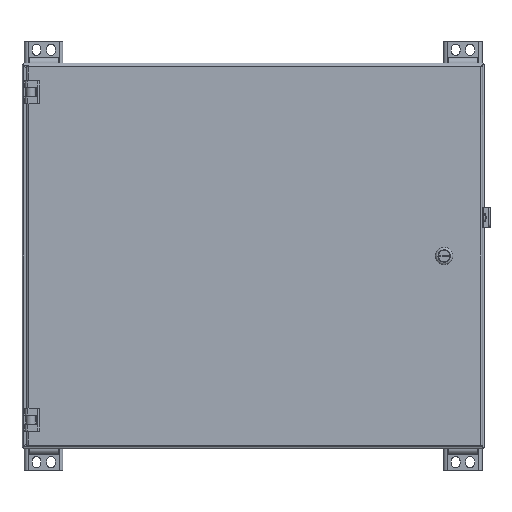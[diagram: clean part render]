
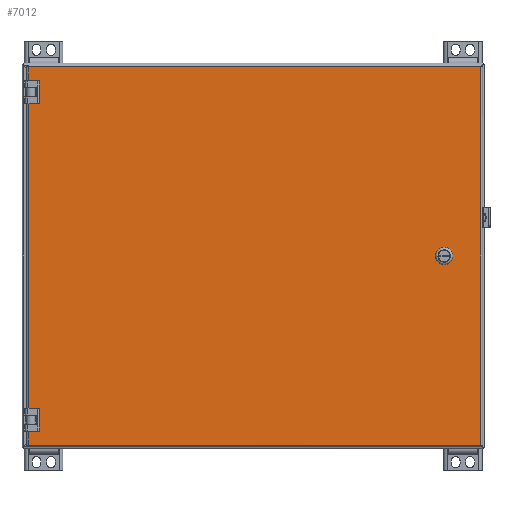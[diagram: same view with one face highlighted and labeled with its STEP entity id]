
A CAD part, front view. The second image highlights one B-rep face of the part: STEP entity #7012.
In plain terms, the highlighted planar face has unit normal (0, -1, 0).
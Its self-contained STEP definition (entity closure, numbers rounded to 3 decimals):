
#7012 = ADVANCED_FACE( '', ( #14491, #14492 ), #14493, .T. );
#14491 = FACE_BOUND( '', #43651, .T. );
#14492 = FACE_OUTER_BOUND( '', #43652, .T. );
#14493 = PLANE( '', #43653 );
#43651 = EDGE_LOOP( '', ( #74298, #74299, #74300, #74301 ) );
#43652 = EDGE_LOOP( '', ( #74302, #74303, #74304, #74305, #74306, #74307, #74308, #74309, #74310, #74311, #74312, #74313 ) );
#43653 = AXIS2_PLACEMENT_3D( '', #74314, #74315, #74316 );
#74298 = ORIENTED_EDGE( '', *, *, #87786, .F. );
#74299 = ORIENTED_EDGE( '', *, *, #89237, .F. );
#74300 = ORIENTED_EDGE( '', *, *, #89238, .F. );
#74301 = ORIENTED_EDGE( '', *, *, #84532, .F. );
#74302 = ORIENTED_EDGE( '', *, *, #88995, .F. );
#74303 = ORIENTED_EDGE( '', *, *, #88873, .F. );
#74304 = ORIENTED_EDGE( '', *, *, #89239, .F. );
#74305 = ORIENTED_EDGE( '', *, *, #86598, .F. );
#74306 = ORIENTED_EDGE( '', *, *, #86960, .F. );
#74307 = ORIENTED_EDGE( '', *, *, #89240, .F. );
#74308 = ORIENTED_EDGE( '', *, *, #89241, .F. );
#74309 = ORIENTED_EDGE( '', *, *, #86389, .T. );
#74310 = ORIENTED_EDGE( '', *, *, #89242, .F. );
#74311 = ORIENTED_EDGE( '', *, *, #88931, .F. );
#74312 = ORIENTED_EDGE( '', *, *, #88616, .F. );
#74313 = ORIENTED_EDGE( '', *, *, #89243, .F. );
#74314 = CARTESIAN_POINT( '', ( 0., 0., 0. ) );
#74315 = DIRECTION( '', ( 0., -1., 0. ) );
#74316 = DIRECTION( '', ( 0., 0., -1. ) );
#84532 = EDGE_CURVE( '', #94339, #94341, #94342, .T. );
#86389 = EDGE_CURVE( '', #95044, #92338, #97235, .T. );
#86598 = EDGE_CURVE( '', #97546, #97548, #97549, .T. );
#86960 = EDGE_CURVE( '', #98079, #97546, #98081, .T. );
#87786 = EDGE_CURVE( '', #99234, #94339, #99236, .T. );
#88616 = EDGE_CURVE( '', #100338, #100340, #100341, .T. );
#88873 = EDGE_CURVE( '', #100664, #100666, #100667, .T. );
#88931 = EDGE_CURVE( '', #100340, #100741, #100742, .T. );
#88995 = EDGE_CURVE( '', #100666, #100819, #100820, .T. );
#89237 = EDGE_CURVE( '', #101102, #99234, #101103, .T. );
#89238 = EDGE_CURVE( '', #94341, #101102, #101104, .T. );
#89239 = EDGE_CURVE( '', #97548, #100664, #101105, .T. );
#89240 = EDGE_CURVE( '', #100614, #98079, #101106, .T. );
#89241 = EDGE_CURVE( '', #95044, #100614, #101107, .T. );
#89242 = EDGE_CURVE( '', #100741, #92338, #101108, .T. );
#89243 = EDGE_CURVE( '', #100819, #100338, #101109, .T. );
#92338 = VERTEX_POINT( '', #106748 );
#94339 = VERTEX_POINT( '', #112515 );
#94341 = VERTEX_POINT( '', #112518 );
#94342 = LINE( '', #112519, #112520 );
#95044 = VERTEX_POINT( '', #114291 );
#97235 = LINE( '', #119918, #119919 );
#97546 = VERTEX_POINT( '', #120777 );
#97548 = VERTEX_POINT( '', #120779 );
#97549 = LINE( '', #120780, #120781 );
#98079 = VERTEX_POINT( '', #122031 );
#98081 = LINE( '', #122042, #122043 );
#99234 = VERTEX_POINT( '', #124970 );
#99236 = CIRCLE( '', #124973, 9.716 );
#100338 = VERTEX_POINT( '', #128282 );
#100340 = VERTEX_POINT( '', #128285 );
#100341 = LINE( '', #128286, #128287 );
#100614 = VERTEX_POINT( '', #128879 );
#100664 = VERTEX_POINT( '', #129029 );
#100666 = VERTEX_POINT( '', #129032 );
#100667 = LINE( '', #129033, #129034 );
#100741 = VERTEX_POINT( '', #129150 );
#100742 = LINE( '', #129151, #129152 );
#100819 = VERTEX_POINT( '', #129383 );
#100820 = LINE( '', #129384, #129385 );
#101102 = VERTEX_POINT( '', #130003 );
#101103 = LINE( '', #130004, #130005 );
#101104 = CIRCLE( '', #130006, 9.716 );
#101105 = LINE( '', #130007, #130008 );
#101106 = LINE( '', #130009, #130010 );
#101107 = LINE( '', #130011, #130012 );
#101108 = LINE( '', #130013, #130014 );
#101109 = LINE( '', #130015, #130016 );
#106748 = CARTESIAN_POINT( '', ( -298.098, 0., 249.282 ) );
#112515 = CARTESIAN_POINT( '', ( 241.506, 0., 5.322 ) );
#112518 = CARTESIAN_POINT( '', ( 241.506, 0., -5.322 ) );
#112519 = CARTESIAN_POINT( '', ( 241.506, 0., 5.322 ) );
#112520 = VECTOR( '', #134645, 1000. );
#114291 = CARTESIAN_POINT( '', ( 298.098, 0., 249.282 ) );
#119918 = CARTESIAN_POINT( '', ( -298.098, 0., 249.282 ) );
#119919 = VECTOR( '', #135908, 1000. );
#120777 = CARTESIAN_POINT( '', ( -298.098, 0., -226.212 ) );
#120779 = CARTESIAN_POINT( '', ( -285.931, 0., -226.212 ) );
#120780 = CARTESIAN_POINT( '', ( 0., 0., -226.212 ) );
#120781 = VECTOR( '', #136060, 1000. );
#122031 = CARTESIAN_POINT( '', ( -298.098, 0., -249.282 ) );
#122042 = CARTESIAN_POINT( '', ( -298.098, 0., -249.282 ) );
#122043 = VECTOR( '', #136303, 1000. );
#124970 = CARTESIAN_POINT( '', ( 257.762, 0., 5.322 ) );
#124973 = AXIS2_PLACEMENT_3D( '', #136852, #136853, #136854 );
#128282 = CARTESIAN_POINT( '', ( -285.931, 0., 205.588 ) );
#128285 = CARTESIAN_POINT( '', ( -285.931, 0., 226.212 ) );
#128286 = CARTESIAN_POINT( '', ( -285.931, 0., 431.8 ) );
#128287 = VECTOR( '', #137359, 1000. );
#128879 = CARTESIAN_POINT( '', ( 298.098, 0., -249.282 ) );
#129029 = CARTESIAN_POINT( '', ( -285.931, 0., -205.588 ) );
#129032 = CARTESIAN_POINT( '', ( -298.098, 0., -205.588 ) );
#129033 = CARTESIAN_POINT( '', ( 0., 0., -205.588 ) );
#129034 = VECTOR( '', #137496, 1000. );
#129150 = CARTESIAN_POINT( '', ( -298.098, 0., 226.212 ) );
#129151 = CARTESIAN_POINT( '', ( 0., 0., 226.212 ) );
#129152 = VECTOR( '', #137545, 1000. );
#129383 = CARTESIAN_POINT( '', ( -298.098, 0., 205.588 ) );
#129384 = CARTESIAN_POINT( '', ( -298.098, 0., -249.282 ) );
#129385 = VECTOR( '', #137574, 1000. );
#130003 = CARTESIAN_POINT( '', ( 257.762, 0., -5.322 ) );
#130004 = CARTESIAN_POINT( '', ( 257.762, 0., 5.322 ) );
#130005 = VECTOR( '', #137731, 1000. );
#130006 = AXIS2_PLACEMENT_3D( '', #137732, #137733, #137734 );
#130007 = CARTESIAN_POINT( '', ( -285.931, 0., 0. ) );
#130008 = VECTOR( '', #137735, 1000. );
#130009 = CARTESIAN_POINT( '', ( 298.098, 0., -249.282 ) );
#130010 = VECTOR( '', #137736, 1000. );
#130011 = CARTESIAN_POINT( '', ( 298.098, 0., 249.282 ) );
#130012 = VECTOR( '', #137737, 1000. );
#130013 = CARTESIAN_POINT( '', ( -298.098, 0., -249.282 ) );
#130014 = VECTOR( '', #137738, 1000. );
#130015 = CARTESIAN_POINT( '', ( 0., 0., 205.588 ) );
#130016 = VECTOR( '', #137739, 1000. );
#134645 = DIRECTION( '', ( 0., 0., -1. ) );
#135908 = DIRECTION( '', ( -1., 0., 0. ) );
#136060 = DIRECTION( '', ( 1., 0., 0. ) );
#136303 = DIRECTION( '', ( 0., 0., 1. ) );
#136852 = CARTESIAN_POINT( '', ( 249.634, 0., 0. ) );
#136853 = DIRECTION( '', ( 0., -1., 0. ) );
#136854 = DIRECTION( '', ( 1., 0., 0. ) );
#137359 = DIRECTION( '', ( 0., 0., 1. ) );
#137496 = DIRECTION( '', ( -1., 0., 0. ) );
#137545 = DIRECTION( '', ( -1., 0., 0. ) );
#137574 = DIRECTION( '', ( 0., 0., 1. ) );
#137731 = DIRECTION( '', ( 0., 0., 1. ) );
#137732 = CARTESIAN_POINT( '', ( 249.634, 0., 0. ) );
#137733 = DIRECTION( '', ( 0., -1., 0. ) );
#137734 = DIRECTION( '', ( 1., 0., 0. ) );
#137735 = DIRECTION( '', ( 0., 0., 1. ) );
#137736 = DIRECTION( '', ( -1., 0., 0. ) );
#137737 = DIRECTION( '', ( 0., 0., -1. ) );
#137738 = DIRECTION( '', ( 0., 0., 1. ) );
#137739 = DIRECTION( '', ( 1., 0., 0. ) );
